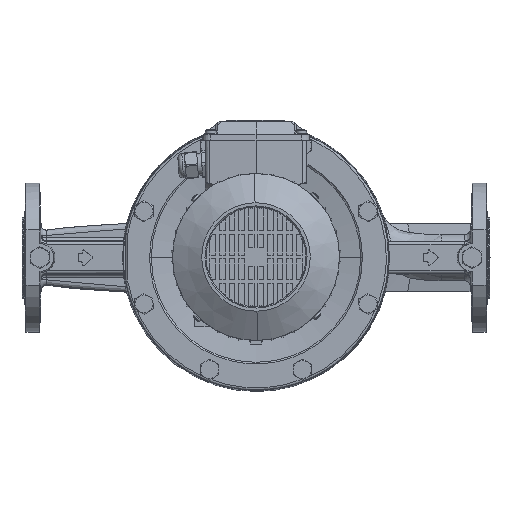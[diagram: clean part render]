
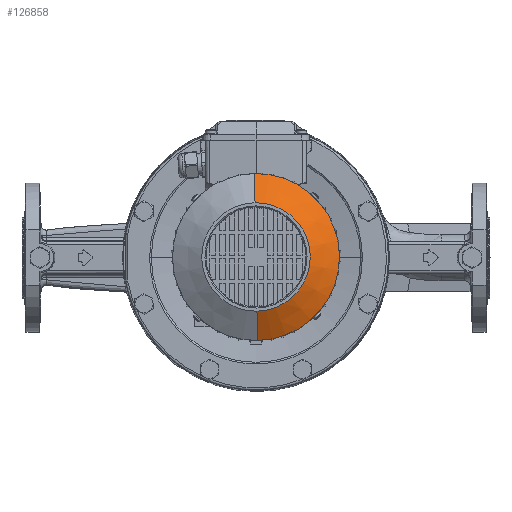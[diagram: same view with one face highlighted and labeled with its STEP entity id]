
A CAD part, top view. The second image highlights one B-rep face of the part: STEP entity #126858.
In plain terms, the highlighted conical face has half-angle 60 degrees and reference radius 51 mm.
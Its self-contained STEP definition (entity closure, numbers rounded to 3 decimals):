
#2064 = EDGE_CURVE ( 'NONE', #145639, #162853, #70539, .T. ) ;
#5436 = CARTESIAN_POINT ( 'NONE',  ( 51., 0., 257. ) ) ;
#6769 = CIRCLE ( 'NONE', #62488, 51. ) ;
#15654 = DIRECTION ( 'NONE',  ( 0., 1., 0. ) ) ;
#17329 = AXIS2_PLACEMENT_3D ( 'NONE', #93879, #129698, #15654 ) ;
#21623 = VECTOR ( 'NONE', #42899, 1000. ) ;
#31478 = CARTESIAN_POINT ( 'NONE',  ( 0., -78.5, 241.123 ) ) ;
#31630 = DIRECTION ( 'NONE',  ( 0., 1., 0. ) ) ;
#32114 = EDGE_LOOP ( 'NONE', ( #76243, #66367, #90178, #160058, #84129 ) ) ;
#32623 = DIRECTION ( 'NONE',  ( 0., 0., -1. ) ) ;
#33199 = CARTESIAN_POINT ( 'NONE',  ( -51., 0., 257. ) ) ;
#35065 = FACE_OUTER_BOUND ( 'NONE', #32114, .T. ) ;
#37877 = CARTESIAN_POINT ( 'NONE',  ( 78.5, 0., 241.123 ) ) ;
#42303 = AXIS2_PLACEMENT_3D ( 'NONE', #44135, #145683, #31630 ) ;
#42899 = DIRECTION ( 'NONE',  ( 0.866, 0., -0.5 ) ) ;
#44135 = CARTESIAN_POINT ( 'NONE',  ( 0., 0., 241.123 ) ) ;
#46663 = VECTOR ( 'NONE', #71471, 1000. ) ;
#47594 = AXIS2_PLACEMENT_3D ( 'NONE', #136657, #32623, #59230 ) ;
#58824 = EDGE_CURVE ( 'NONE', #77854, #145639, #119499, .T. ) ;
#59230 = DIRECTION ( 'NONE',  ( -1., 0., 0. ) ) ;
#62488 = AXIS2_PLACEMENT_3D ( 'NONE', #108559, #159357, #146859 ) ;
#66367 = ORIENTED_EDGE ( 'NONE', *, *, #145881, .T. ) ;
#70539 = CIRCLE ( 'NONE', #17329, 78.5 ) ;
#71471 = DIRECTION ( 'NONE',  ( -0.866, 0., -0.5 ) ) ;
#72445 = CARTESIAN_POINT ( 'NONE',  ( 51., 0., 257. ) ) ;
#76243 = ORIENTED_EDGE ( 'NONE', *, *, #58824, .F. ) ;
#77854 = VERTEX_POINT ( 'NONE', #72445 ) ;
#84129 = ORIENTED_EDGE ( 'NONE', *, *, #2064, .F. ) ;
#87738 = VERTEX_POINT ( 'NONE', #93711 ) ;
#90178 = ORIENTED_EDGE ( 'NONE', *, *, #149930, .T. ) ;
#93711 = CARTESIAN_POINT ( 'NONE',  ( -78.5, 0., 241.123 ) ) ;
#93879 = CARTESIAN_POINT ( 'NONE',  ( 0., 0., 241.123 ) ) ;
#108559 = CARTESIAN_POINT ( 'NONE',  ( 0., 0., 257. ) ) ;
#108761 = CIRCLE ( 'NONE', #42303, 78.5 ) ;
#111435 = CONICAL_SURFACE ( 'NONE', #47594, 51., 1.047 ) ;
#119499 = LINE ( 'NONE', #5436, #21623 ) ;
#126858 = ADVANCED_FACE ( 'NONE', ( #35065 ), #111435, .T. ) ;
#128721 = EDGE_CURVE ( 'NONE', #162853, #87738, #108761, .T. ) ;
#129698 = DIRECTION ( 'NONE',  ( 0., 0., -1. ) ) ;
#133357 = CARTESIAN_POINT ( 'NONE',  ( -51., 0., 257. ) ) ;
#136657 = CARTESIAN_POINT ( 'NONE',  ( 0., 0., 257. ) ) ;
#145639 = VERTEX_POINT ( 'NONE', #37877 ) ;
#145683 = DIRECTION ( 'NONE',  ( 0., 0., -1. ) ) ;
#145881 = EDGE_CURVE ( 'NONE', #77854, #162528, #6769, .T. ) ;
#146859 = DIRECTION ( 'NONE',  ( -1., 0., 0. ) ) ;
#147257 = LINE ( 'NONE', #33199, #46663 ) ;
#149930 = EDGE_CURVE ( 'NONE', #162528, #87738, #147257, .T. ) ;
#159357 = DIRECTION ( 'NONE',  ( 0., 0., -1. ) ) ;
#160058 = ORIENTED_EDGE ( 'NONE', *, *, #128721, .F. ) ;
#162528 = VERTEX_POINT ( 'NONE', #133357 ) ;
#162853 = VERTEX_POINT ( 'NONE', #31478 ) ;
